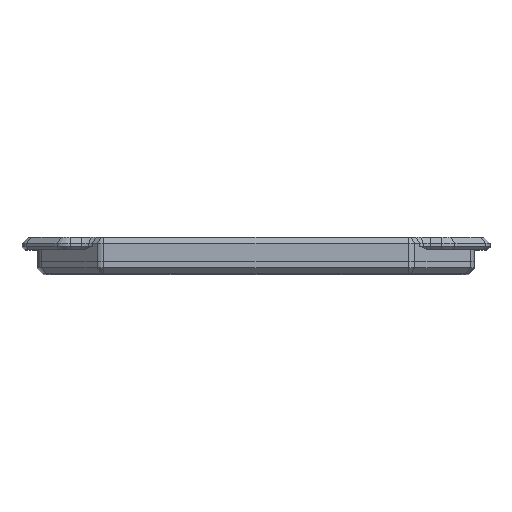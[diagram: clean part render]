
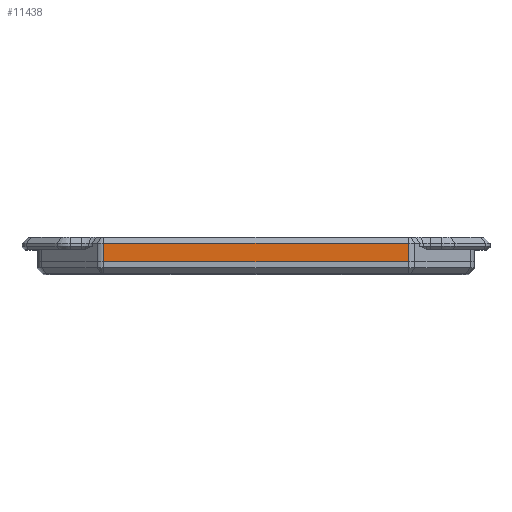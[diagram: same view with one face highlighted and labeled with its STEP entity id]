
A CAD part, top view. The second image highlights one B-rep face of the part: STEP entity #11438.
In plain terms, the highlighted planar face has unit normal (0, 0, 1).
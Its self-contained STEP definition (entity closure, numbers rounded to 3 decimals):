
#1037=FACE_OUTER_BOUND('',#1718,.T.);
#1718=EDGE_LOOP('',(#8449,#8450,#8451,#8452));
#2852=LINE('',#20129,#3856);
#2879=LINE('',#20265,#3883);
#2881=LINE('',#20269,#3885);
#2882=LINE('',#20270,#3886);
#3856=VECTOR('',#13380,10.);
#3883=VECTOR('',#13447,10.);
#3885=VECTOR('',#13451,10.);
#3886=VECTOR('',#13452,10.);
#4953=VERTEX_POINT('',#20124);
#4954=VERTEX_POINT('',#20128);
#4960=VERTEX_POINT('',#20262);
#4962=VERTEX_POINT('',#20268);
#6212=EDGE_CURVE('',#4953,#4954,#2852,.T.);
#6243=EDGE_CURVE('',#4960,#4953,#2879,.T.);
#6245=EDGE_CURVE('',#4962,#4960,#2881,.T.);
#6246=EDGE_CURVE('',#4954,#4962,#2882,.T.);
#8449=ORIENTED_EDGE('',*,*,#6245,.F.);
#8450=ORIENTED_EDGE('',*,*,#6246,.F.);
#8451=ORIENTED_EDGE('',*,*,#6212,.F.);
#8452=ORIENTED_EDGE('',*,*,#6243,.F.);
#11036=PLANE('',#12111);
#11438=ADVANCED_FACE('',(#1037),#11036,.T.);
#12111=AXIS2_PLACEMENT_3D('',#20267,#13449,#13450);
#13380=DIRECTION('',(1.,0.,0.));
#13447=DIRECTION('',(0.,1.,0.));
#13449=DIRECTION('center_axis',(0.,0.,1.));
#13450=DIRECTION('ref_axis',(1.,0.,0.));
#13451=DIRECTION('',(-1.,0.,0.));
#13452=DIRECTION('',(0.,-1.,0.));
#20124=CARTESIAN_POINT('',(137.749,-155.03,99.35));
#20128=CARTESIAN_POINT('',(157.685,-155.03,99.35));
#20129=CARTESIAN_POINT('',(154.832,-155.03,99.35));
#20262=CARTESIAN_POINT('',(137.749,-156.23,99.35));
#20265=CARTESIAN_POINT('',(137.749,-156.63,99.35));
#20267=CARTESIAN_POINT('Origin',(161.947,-156.63,99.35));
#20268=CARTESIAN_POINT('',(157.685,-156.23,99.35));
#20269=CARTESIAN_POINT('',(154.832,-156.23,99.35));
#20270=CARTESIAN_POINT('',(157.685,-156.63,99.35));
